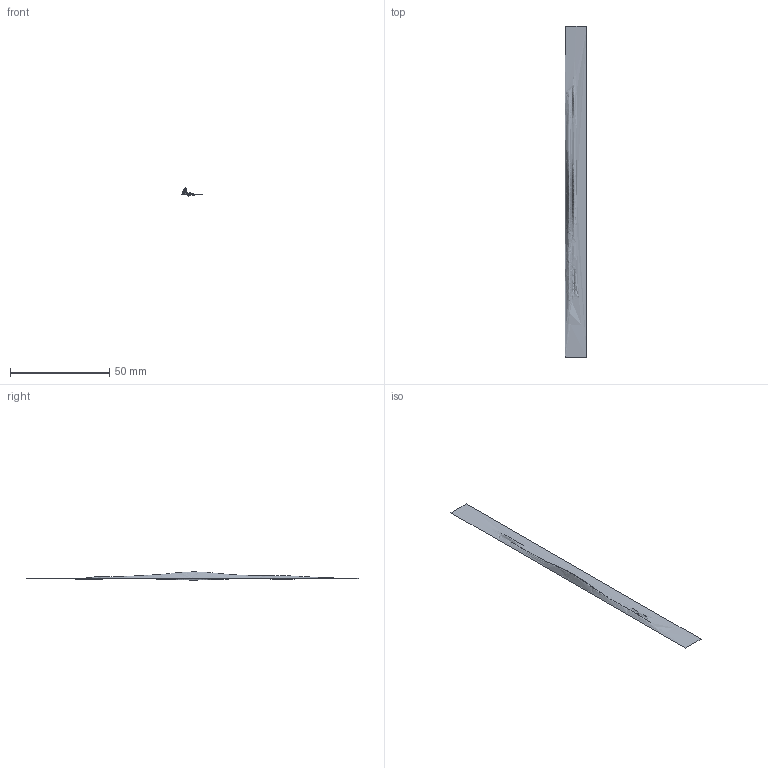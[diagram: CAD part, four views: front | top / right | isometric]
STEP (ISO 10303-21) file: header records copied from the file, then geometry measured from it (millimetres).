
FILE_DESCRIPTION((''),'2;1');
FILE_NAME('shanghai.stp','2018-03-20T16:33:07',(''),('') ,'Open CASCADE STEP processor 7.1', 'VGSTUDIO MAX 3.1.3.DEVELOPER-BUILD 64 bit SNAPSHOT','');
FILE_SCHEMA(('AUTOMOTIVE_DESIGN { 1 0 10303 214 1 1 1 1 }'));
Length unit declared in the file: millimetre
Products named in the file (2): Container; FACE
Assembly tree (1 placements, depth 2):
  Container
    FACE
Bounding box: 10.94 x 166.94 x 4.06 mm (x, y, z)
Surface area: 2111.5 mm2 (no closed solid volume)
Topology: 0 solids, 1 shells, 1 faces, 4 edges, 4 vertices
Faces by surface type: bspline 1
Entity records: 660 total; most frequent: CARTESIAN_POINT 582, DIRECTION 8, ORIENTED_EDGE 4, EDGE_CURVE 4, VERTEX_POINT 4, SURFACE_CURVE 4, B_SPLINE_CURVE_WITH_KNOTS 4, PCURVE 4
